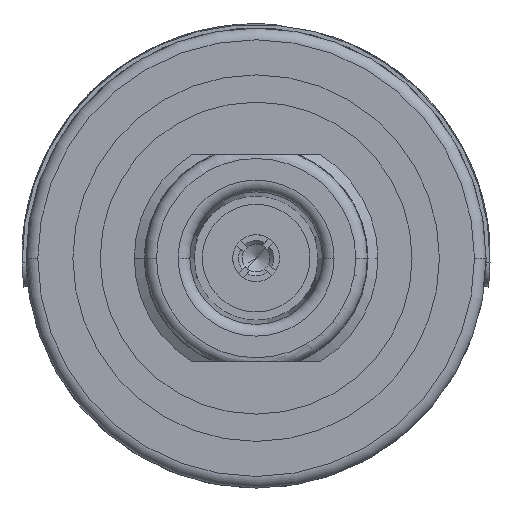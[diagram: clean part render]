
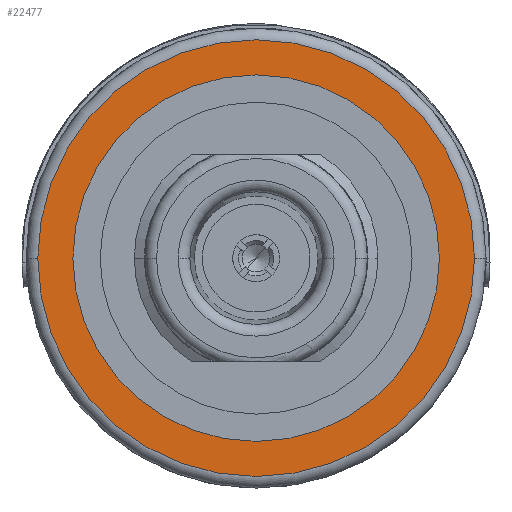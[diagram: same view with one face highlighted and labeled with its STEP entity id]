
A CAD part, left-side view. The second image highlights one B-rep face of the part: STEP entity #22477.
In plain terms, the highlighted planar face has unit normal (-1, 0, 0).
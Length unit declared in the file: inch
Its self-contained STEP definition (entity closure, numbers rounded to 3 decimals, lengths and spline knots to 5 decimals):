
#2489 = CIRCLE ( 'NONE', #35384, 0.56 ) ;
#4251 = DIRECTION ( 'NONE',  ( 0., 0., 1. ) ) ;
#8011 = CARTESIAN_POINT ( 'NONE',  ( -0.53, 0., 0. ) ) ;
#10064 = DIRECTION ( 'NONE',  ( 0., 0., 1. ) ) ;
#10089 = DIRECTION ( 'NONE',  ( 0., 0., 1. ) ) ;
#12102 = EDGE_CURVE ( 'NONE', #56311, #33359, #2489, .T. ) ;
#13053 = CIRCLE ( 'NONE', #50633, 0.56 ) ;
#13706 = EDGE_LOOP ( 'NONE', ( #27015, #15287 ) ) ;
#15287 = ORIENTED_EDGE ( 'NONE', *, *, #12102, .T. ) ;
#17275 = CIRCLE ( 'NONE', #19147, 0.47 ) ;
#19147 = AXIS2_PLACEMENT_3D ( 'NONE', #44871, #48387, #4251 ) ;
#20829 = CARTESIAN_POINT ( 'NONE',  ( -0.53, 0., -0.47 ) ) ;
#20918 = VERTEX_POINT ( 'NONE', #27203 ) ;
#22088 = EDGE_LOOP ( 'NONE', ( #41577, #48597 ) ) ;
#22131 = EDGE_CURVE ( 'NONE', #33359, #56311, #13053, .T. ) ;
#22477 = ADVANCED_FACE ( 'NONE', ( #36193, #27068 ), #45901, .F. ) ;
#23528 = EDGE_CURVE ( 'NONE', #20918, #48104, #41413, .T. ) ;
#25692 = CARTESIAN_POINT ( 'NONE',  ( -0.53, 0., -0.56 ) ) ;
#26515 = DIRECTION ( 'NONE',  ( -1., 0., 0. ) ) ;
#27015 = ORIENTED_EDGE ( 'NONE', *, *, #22131, .T. ) ;
#27068 = FACE_OUTER_BOUND ( 'NONE', #13706, .T. ) ;
#27203 = CARTESIAN_POINT ( 'NONE',  ( -0.53, 0., 0.47 ) ) ;
#28106 = AXIS2_PLACEMENT_3D ( 'NONE', #53865, #45602, #54151 ) ;
#33359 = VERTEX_POINT ( 'NONE', #39595 ) ;
#35384 = AXIS2_PLACEMENT_3D ( 'NONE', #53601, #26515, #53021 ) ;
#36193 = FACE_BOUND ( 'NONE', #22088, .T. ) ;
#36270 = DIRECTION ( 'NONE',  ( -1., 0., 0. ) ) ;
#38527 = AXIS2_PLACEMENT_3D ( 'NONE', #50074, #50366, #10064 ) ;
#39162 = EDGE_CURVE ( 'NONE', #48104, #20918, #17275, .T. ) ;
#39595 = CARTESIAN_POINT ( 'NONE',  ( -0.53, 0., 0.56 ) ) ;
#41413 = CIRCLE ( 'NONE', #38527, 0.47 ) ;
#41577 = ORIENTED_EDGE ( 'NONE', *, *, #23528, .F. ) ;
#44871 = CARTESIAN_POINT ( 'NONE',  ( -0.53, 0., 0. ) ) ;
#45602 = DIRECTION ( 'NONE',  ( 1., 0., 0. ) ) ;
#45901 = PLANE ( 'NONE',  #28106 ) ;
#48104 = VERTEX_POINT ( 'NONE', #20829 ) ;
#48387 = DIRECTION ( 'NONE',  ( -1., 0., 0. ) ) ;
#48597 = ORIENTED_EDGE ( 'NONE', *, *, #39162, .F. ) ;
#50074 = CARTESIAN_POINT ( 'NONE',  ( -0.53, 0., 0. ) ) ;
#50366 = DIRECTION ( 'NONE',  ( -1., 0., 0. ) ) ;
#50633 = AXIS2_PLACEMENT_3D ( 'NONE', #8011, #36270, #10089 ) ;
#53021 = DIRECTION ( 'NONE',  ( 0., 0., 1. ) ) ;
#53601 = CARTESIAN_POINT ( 'NONE',  ( -0.53, 0., 0. ) ) ;
#53865 = CARTESIAN_POINT ( 'NONE',  ( -0.53, 0.47, 0. ) ) ;
#54151 = DIRECTION ( 'NONE',  ( 0., 0., -1. ) ) ;
#56311 = VERTEX_POINT ( 'NONE', #25692 ) ;
